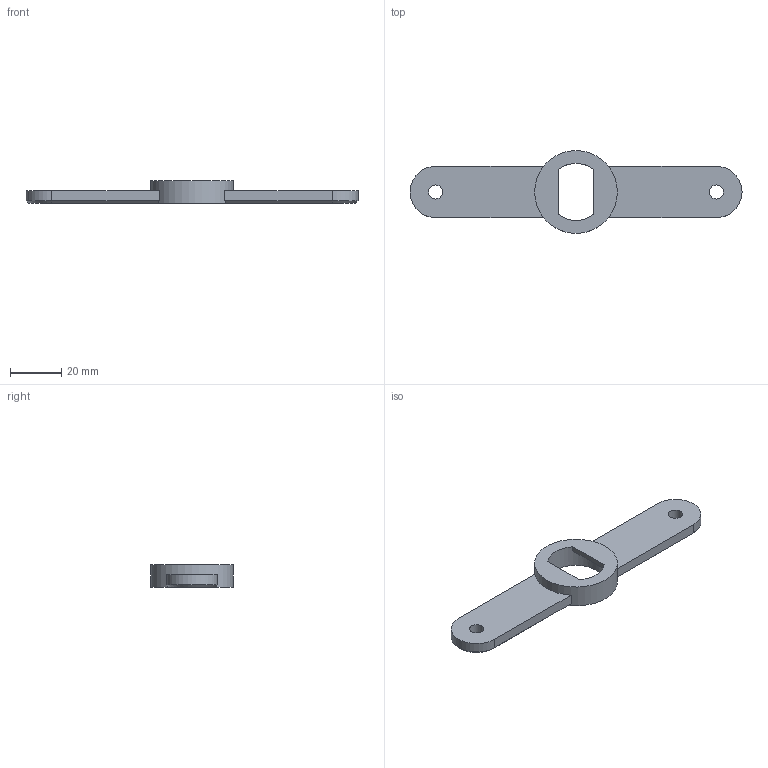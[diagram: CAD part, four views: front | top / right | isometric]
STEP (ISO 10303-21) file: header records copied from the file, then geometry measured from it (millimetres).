
FILE_DESCRIPTION(('FreeCAD Model'),'2;1');
FILE_NAME('Open CASCADE Shape Model','2025-06-02T05:09:51',('FreeCAD'),( 'FreeCAD'),'Open CASCADE STEP processor 7.7','FreeCAD','Unknown');
FILE_SCHEMA(('AUTOMOTIVE_DESIGN { 1 0 10303 214 1 1 1 1 }'));
Length unit declared in the file: millimetre
Products named in the file (1): Open CASCADE STEP translator 7.7 18
Bounding box: 130 x 32.29 x 9 mm (x, y, z)
Volume: 13276.5 mm3; surface area: 7310.9 mm2
Topology: 1 solids, 1 shells, 24 faces, 68 edges, 46 vertices
Faces by surface type: plane 16, cylinder 6, cone 2
Full cylindrical faces by diameter (mm): 5.5 x2, 22.4 x1
Entity records: 820 total; most frequent: DIRECTION 148, CARTESIAN_POINT 141, ORIENTED_EDGE 136, EDGE_CURVE 68, AXIS2_PLACEMENT_3D 57, VERTEX_POINT 46, LINE 34, VECTOR 34
